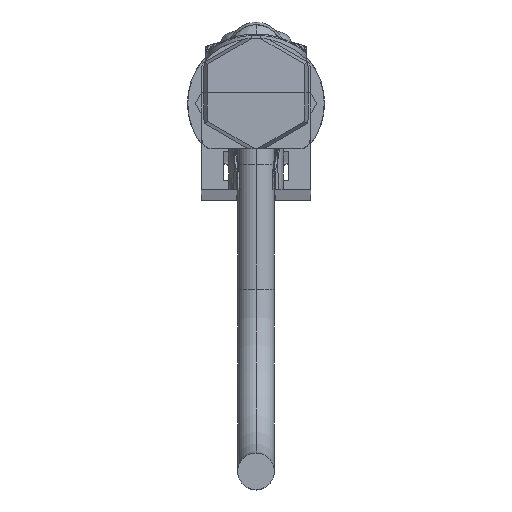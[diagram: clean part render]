
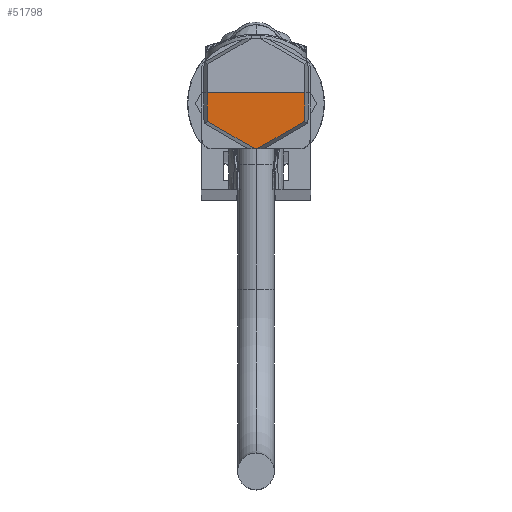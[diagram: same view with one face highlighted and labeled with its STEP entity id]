
A CAD part, top view. The second image highlights one B-rep face of the part: STEP entity #51798.
In plain terms, the highlighted planar face has unit normal (0, -0.018, 1).
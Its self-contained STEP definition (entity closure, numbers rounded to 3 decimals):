
#21344=DIRECTION('',(-0.014,1.,0.017));
#21345=VECTOR('',#21344,3.129);
#21346=CARTESIAN_POINT('',(-5.307,-0.778,
331.695));
#21347=LINE('',#21346,#21345);
#21348=DIRECTION('',(-0.014,-1.,-0.017));
#21349=VECTOR('',#21348,3.129);
#21350=CARTESIAN_POINT('',(5.351,2.35,331.75));
#21351=LINE('',#21350,#21349);
#21352=DIRECTION('',(-0.865,-0.502,-0.009));
#21353=VECTOR('',#21352,5.925);
#21354=CARTESIAN_POINT('',(5.307,-0.778,
331.695));
#21355=LINE('',#21354,#21353);
#21356=DIRECTION('',(1.,0.,0.));
#21357=VECTOR('',#21356,0.362);
#21358=CARTESIAN_POINT('',(-0.181,-3.75,331.644));
#21359=LINE('',#21358,#21357);
#21360=DIRECTION('',(-0.865,0.502,0.009));
#21361=VECTOR('',#21360,5.925);
#21362=CARTESIAN_POINT('',(-0.181,-3.75,331.644));
#21363=LINE('',#21362,#21361);
#21384=DIRECTION('',(1.,0.,0.));
#21385=VECTOR('',#21384,10.702);
#21386=CARTESIAN_POINT('',(-5.351,2.35,331.75));
#21387=LINE('',#21386,#21385);
#23187=CARTESIAN_POINT('',(5.351,2.35,331.75));
#23189=VERTEX_POINT('',#23187);
#23191=CARTESIAN_POINT('',(-5.351,2.35,331.75));
#23193=VERTEX_POINT('',#23191);
#23262=CARTESIAN_POINT('',(-0.181,-3.75,331.644));
#23263=CARTESIAN_POINT('',(0.181,-3.75,331.644));
#23264=VERTEX_POINT('',#23262);
#23265=VERTEX_POINT('',#23263);
#23270=CARTESIAN_POINT('',(-5.307,-0.778,
331.695));
#23271=VERTEX_POINT('',#23270);
#23272=CARTESIAN_POINT('',(5.307,-0.778,
331.695));
#23273=VERTEX_POINT('',#23272);
#51783=CARTESIAN_POINT('',(-5.351,2.35,331.75));
#51784=DIRECTION('',(0.,-0.017,1.));
#51785=DIRECTION('',(1.,0.,0.));
#51786=AXIS2_PLACEMENT_3D('',#51783,#51784,#51785);
#51787=PLANE('',#51786);
#51788=ORIENTED_EDGE('',*,*,#51382,.T.);
#51790=ORIENTED_EDGE('',*,*,#51789,.T.);
#51791=ORIENTED_EDGE('',*,*,#51723,.T.);
#51792=ORIENTED_EDGE('',*,*,#51775,.T.);
#51793=ORIENTED_EDGE('',*,*,#51332,.F.);
#51795=ORIENTED_EDGE('',*,*,#51794,.T.);
#51796=EDGE_LOOP('',(#51788,#51790,#51791,#51792,#51793,#51795));
#51797=FACE_OUTER_BOUND('',#51796,.F.);
#51798=ADVANCED_FACE('',(#51797),#51787,.T.);
#51332=EDGE_CURVE('',#23264,#23265,#21359,.T.);
#51382=EDGE_CURVE('',#23271,#23193,#21347,.T.);
#51723=EDGE_CURVE('',#23189,#23273,#21351,.T.);
#51775=EDGE_CURVE('',#23273,#23265,#21355,.T.);
#51789=EDGE_CURVE('',#23193,#23189,#21387,.T.);
#51794=EDGE_CURVE('',#23264,#23271,#21363,.T.);
